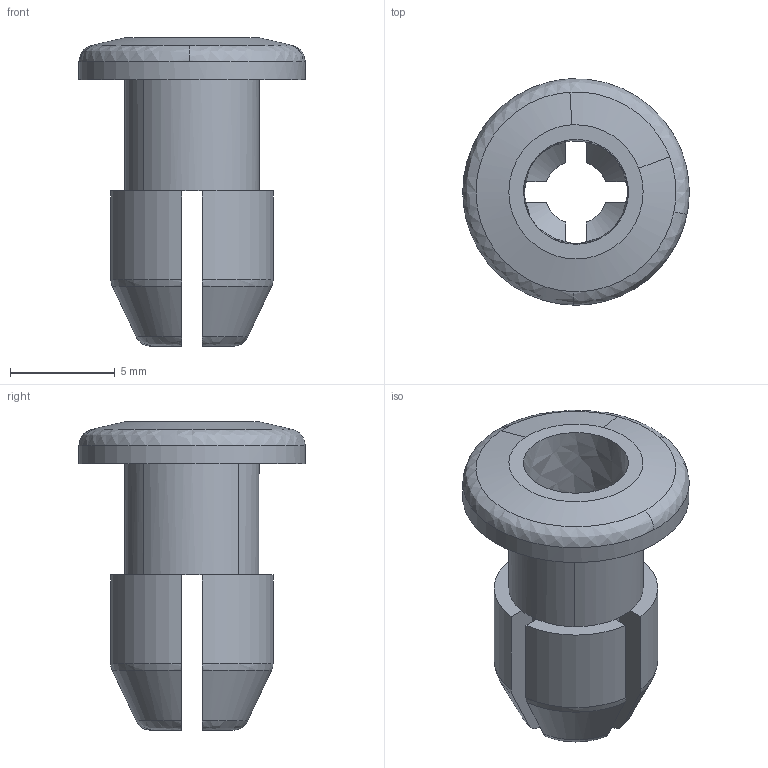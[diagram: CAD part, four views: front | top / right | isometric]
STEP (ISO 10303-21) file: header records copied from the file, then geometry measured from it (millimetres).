
FILE_DESCRIPTION((''),'2;1');
FILE_NAME('','2005-07-15T13:09:32',(''),(''),'','CADfix','');
FILE_SCHEMA(('AUTOMOTIVE_DESIGN'));
Length unit declared in the file: millimetre
Products named in the file (1): grommet
Bounding box: 10.8 x 10.79 x 14.7 mm (x, y, z)
Volume: 343.4 mm3; surface area: 725.8 mm2
Topology: 1 solids, 1 shells, 56 faces, 166 edges, 112 vertices
Faces by surface type: bspline 56
Entity records: 2059 total; most frequent: CARTESIAN_POINT 1145, ORIENTED_EDGE 332, EDGE_CURVE 166, VERTEX_POINT 112, QUASI_UNIFORM_CURVE 60, EDGE_LOOP 58, FACE_OUTER_BOUND 56, ADVANCED_FACE 56
